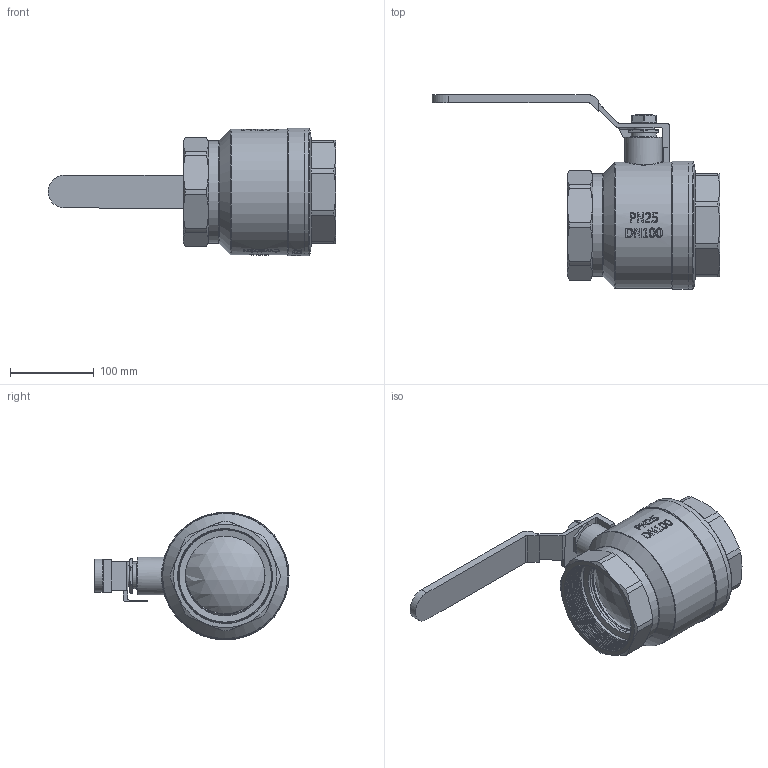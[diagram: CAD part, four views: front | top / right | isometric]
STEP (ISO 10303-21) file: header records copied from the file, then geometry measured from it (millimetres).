
FILE_DESCRIPTION(/* description */ (''),/* implementation_level */ '2;1');
FILE_NAME(/* name */ '065B8315R RD DN100 Ball Valve.stp',/* time_stamp */ '2023-05-19T14:51:04+08:00',/* author */ ('ywy96'),/* organization */ (''),/* preprocessor_version */ 'ST-DEVELOPER v18.1',/* originating_system */ 'Autodesk Inventor 2022',/* authorisation */ '');
FILE_SCHEMA (('AUTOMOTIVE_DESIGN { 1 0 10303 214 3 1 1 }'));
Length unit declared in the file: millimetre
Products named in the file (12): Ridan BVR-R DN100 内螺纹常规球阀; G4内螺纹阀体; DN100阀座; G4“不锈钢三通阀球; 96x113x7.5; G2 1/2阀杆; G3"压帽; DN100 填料; Oring 20×3.5; G4"; G4"_1; 螺母-17
Assembly tree (12 placements, depth 2):
  Ridan BVR-R DN100 内螺纹常规球阀
    G4内螺纹阀体
    DN100阀座
    G4“不锈钢三通阀球
    96x113x7.5  x2
    G2 1/2阀杆
    G3"压帽
    DN100 填料
    Oring 20×3.5
    G4"
    G4"_1
    螺母-17
Bounding box: 342.5 x 231.05 x 152 mm (x, y, z)
Volume: 906746 mm3; surface area: 487508 mm2
Topology: 12 solids, 12 shells, 1140 faces, 3037 edges, 2007 vertices
Faces by surface type: plane 534, bspline 335, cylinder 192, cone 57, torus 20, sphere 2
Full cylindrical faces by diameter (mm): 20 x2, 22.5 x1, 25 x4, 30 x2, 32 x7, 32.4 x1, 33 x9, 47.5 x2, 95 x3, 96 x2, 101 x1, 110.072 x22, 113 x4, 122 x1, 123 x1, 133 x1, 141.61 x7, 142 x6, 143.5 x13, 144 x1, 149.8 x1, 152 x2
Entity records: 60075 total; most frequent: CARTESIAN_POINT 32663, ORIENTED_EDGE 6036, DIRECTION 4204, EDGE_CURVE 3018, VERTEX_POINT 1997, LINE 1558, VECTOR 1558, AXIS2_PLACEMENT_3D 1323
